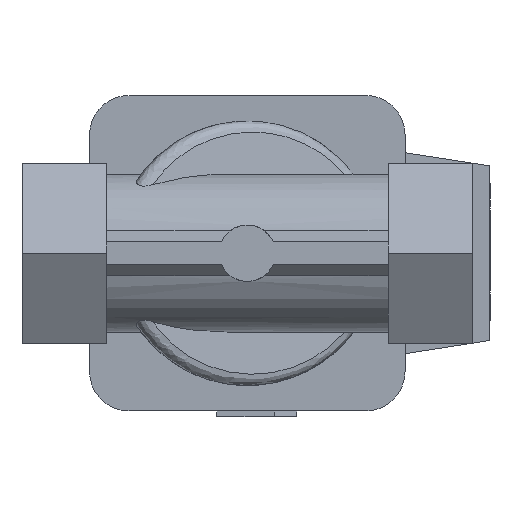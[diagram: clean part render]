
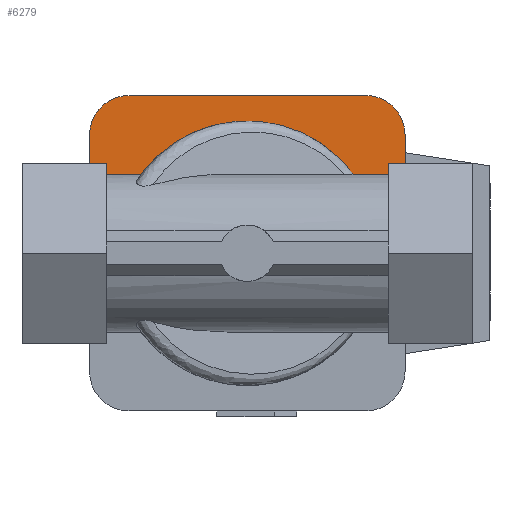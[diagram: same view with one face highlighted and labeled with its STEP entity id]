
A CAD part, front view. The second image highlights one B-rep face of the part: STEP entity #6279.
In plain terms, the highlighted planar face has unit normal (0, -1, 0).
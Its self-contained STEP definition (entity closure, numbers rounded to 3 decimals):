
#269=PLANE('',#6725);
#530=FACE_OUTER_BOUND('',#902,.T.);
#902=EDGE_LOOP('',(#4580,#4581,#4582,#4583,#4584,#4585,#4586,#4587,#4588,
#4589,#4590,#4591));
#1375=LINE('',#9599,#1973);
#1376=LINE('',#9602,#1974);
#1381=LINE('',#9612,#1979);
#1382=LINE('',#9614,#1980);
#1383=LINE('',#9618,#1981);
#1384=LINE('',#9620,#1982);
#1385=LINE('',#9622,#1983);
#1386=LINE('',#9624,#1984);
#1387=LINE('',#9628,#1985);
#1973=VECTOR('',#7600,10.);
#1974=VECTOR('',#7603,10.);
#1979=VECTOR('',#7610,10.);
#1980=VECTOR('',#7611,10.);
#1981=VECTOR('',#7614,10.);
#1982=VECTOR('',#7615,10.);
#1983=VECTOR('',#7616,10.);
#1984=VECTOR('',#7617,10.);
#1985=VECTOR('',#7620,10.);
#2494=CIRCLE('',#6726,23.5);
#2495=CIRCLE('',#6727,7.);
#2496=CIRCLE('',#6728,7.);
#2842=VERTEX_POINT('',#9595);
#2843=VERTEX_POINT('',#9597);
#2844=VERTEX_POINT('',#9601);
#2848=VERTEX_POINT('',#9611);
#2849=VERTEX_POINT('',#9613);
#2850=VERTEX_POINT('',#9615);
#2851=VERTEX_POINT('',#9617);
#2852=VERTEX_POINT('',#9619);
#2853=VERTEX_POINT('',#9621);
#2854=VERTEX_POINT('',#9623);
#2855=VERTEX_POINT('',#9625);
#2856=VERTEX_POINT('',#9627);
#3513=EDGE_CURVE('',#2842,#2843,#1375,.T.);
#3514=EDGE_CURVE('',#2842,#2844,#1376,.T.);
#3519=EDGE_CURVE('',#2843,#2848,#1381,.T.);
#3520=EDGE_CURVE('',#2848,#2849,#1382,.T.);
#3521=EDGE_CURVE('',#2849,#2850,#2494,.T.);
#3522=EDGE_CURVE('',#2850,#2851,#1383,.T.);
#3523=EDGE_CURVE('',#2851,#2852,#1384,.T.);
#3524=EDGE_CURVE('',#2852,#2853,#1385,.T.);
#3525=EDGE_CURVE('',#2854,#2853,#1386,.T.);
#3526=EDGE_CURVE('',#2855,#2854,#2495,.T.);
#3527=EDGE_CURVE('',#2856,#2855,#1387,.T.);
#3528=EDGE_CURVE('',#2844,#2856,#2496,.T.);
#4580=ORIENTED_EDGE('',*,*,#3513,.T.);
#4581=ORIENTED_EDGE('',*,*,#3519,.T.);
#4582=ORIENTED_EDGE('',*,*,#3520,.T.);
#4583=ORIENTED_EDGE('',*,*,#3521,.T.);
#4584=ORIENTED_EDGE('',*,*,#3522,.T.);
#4585=ORIENTED_EDGE('',*,*,#3523,.T.);
#4586=ORIENTED_EDGE('',*,*,#3524,.T.);
#4587=ORIENTED_EDGE('',*,*,#3525,.F.);
#4588=ORIENTED_EDGE('',*,*,#3526,.F.);
#4589=ORIENTED_EDGE('',*,*,#3527,.F.);
#4590=ORIENTED_EDGE('',*,*,#3528,.F.);
#4591=ORIENTED_EDGE('',*,*,#3514,.F.);
#6279=ADVANCED_FACE('',(#530),#269,.F.);
#6725=AXIS2_PLACEMENT_3D('',#9610,#7608,#7609);
#6726=AXIS2_PLACEMENT_3D('',#9616,#7612,#7613);
#6727=AXIS2_PLACEMENT_3D('',#9626,#7618,#7619);
#6728=AXIS2_PLACEMENT_3D('',#9629,#7621,#7622);
#7600=DIRECTION('',(1.,0.,0.));
#7603=DIRECTION('',(0.,0.,1.));
#7608=DIRECTION('center_axis',(0.,1.,0.));
#7609=DIRECTION('ref_axis',(0.,0.,1.));
#7610=DIRECTION('',(0.,0.,1.));
#7611=DIRECTION('',(1.,0.,0.));
#7612=DIRECTION('center_axis',(0.,1.,0.));
#7613=DIRECTION('ref_axis',(1.,0.,0.));
#7614=DIRECTION('',(1.,0.,0.));
#7615=DIRECTION('',(0.,0.,-1.));
#7616=DIRECTION('',(1.,0.,0.));
#7617=DIRECTION('',(0.,0.,-1.));
#7618=DIRECTION('center_axis',(0.,1.,0.));
#7619=DIRECTION('ref_axis',(0.,0.,1.));
#7620=DIRECTION('',(1.,0.,0.));
#7621=DIRECTION('center_axis',(0.,1.,0.));
#7622=DIRECTION('ref_axis',(-1.,0.,0.));
#9595=CARTESIAN_POINT('',(-28.,0.,6.885));
#9597=CARTESIAN_POINT('',(-25.,0.,6.885));
#9599=CARTESIAN_POINT('',(-12.5,0.,6.885));
#9601=CARTESIAN_POINT('',(-28.,0.,21.));
#9602=CARTESIAN_POINT('',(-28.,0.,-21.));
#9610=CARTESIAN_POINT('Origin',(0.,0.,0.));
#9611=CARTESIAN_POINT('',(-25.,0.,13.999));
#9612=CARTESIAN_POINT('',(-25.,0.,0.));
#9613=CARTESIAN_POINT('',(-18.875,0.,13.999));
#9614=CARTESIAN_POINT('',(0.,0.,13.999));
#9615=CARTESIAN_POINT('',(18.875,0.,13.999));
#9616=CARTESIAN_POINT('Origin',(0.,0.,0.));
#9617=CARTESIAN_POINT('',(25.,0.,13.999));
#9618=CARTESIAN_POINT('',(0.,0.,13.999));
#9619=CARTESIAN_POINT('',(25.,0.,6.885));
#9620=CARTESIAN_POINT('',(25.,0.,0.));
#9621=CARTESIAN_POINT('',(28.,0.,6.885));
#9622=CARTESIAN_POINT('',(12.5,0.,6.885));
#9623=CARTESIAN_POINT('',(28.,0.,21.));
#9624=CARTESIAN_POINT('',(28.,0.,21.));
#9625=CARTESIAN_POINT('',(21.,0.,28.));
#9626=CARTESIAN_POINT('Origin',(21.,0.,21.));
#9627=CARTESIAN_POINT('',(-21.,0.,28.));
#9628=CARTESIAN_POINT('',(-21.,0.,28.));
#9629=CARTESIAN_POINT('Origin',(-21.,0.,21.));
